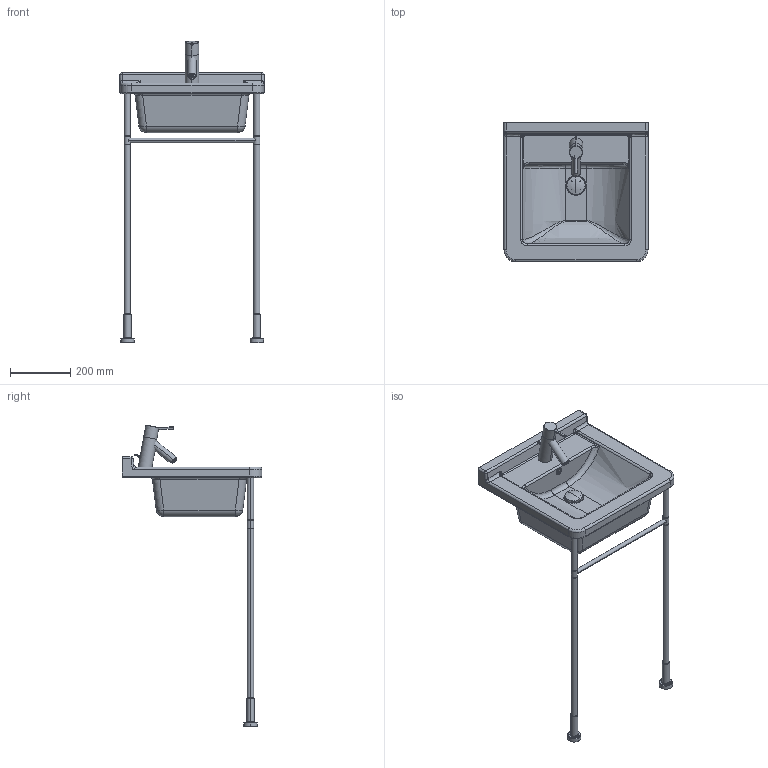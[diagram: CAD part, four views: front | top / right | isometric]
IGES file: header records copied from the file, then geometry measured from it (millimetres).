
Global section: file name: No Iges File Name specified; native system: AutoDesk Inventor R11.0; preprocessor: AutoDesk Inventor Iges Exporter R11.0; author: No Author specified; organization: No Organization specified; date: 20070712.063920; units: millimetre
Bounding box: 480 x 465 x 1004.4 mm (x, y, z)
Volume: 15330988.4 mm3; surface area: 971141.2 mm2
Topology: 15 solids, 15 shells, 283 faces, 627 edges, 366 vertices
Faces by surface type: cylinder 80, plane 76, bspline 39, revolution 34, torus 28, cone 18, sphere 8
